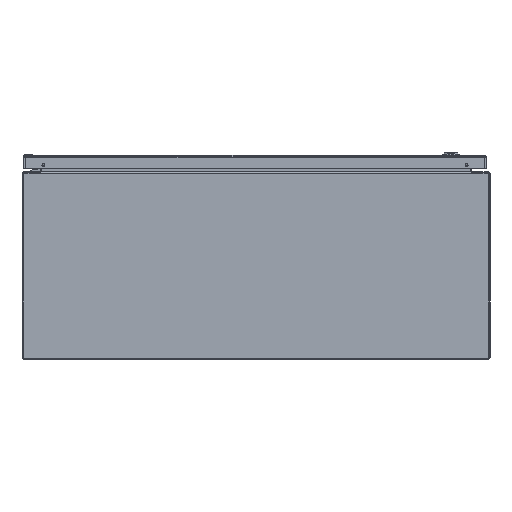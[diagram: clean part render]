
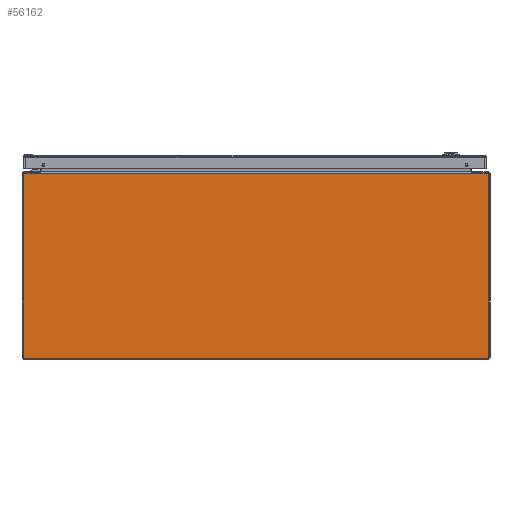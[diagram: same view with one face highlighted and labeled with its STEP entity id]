
A CAD part, front view. The second image highlights one B-rep face of the part: STEP entity #56162.
In plain terms, the highlighted planar face has unit normal (0, -1, 0).
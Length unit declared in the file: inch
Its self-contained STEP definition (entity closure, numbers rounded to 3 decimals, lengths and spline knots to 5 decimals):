
#885 = DIRECTION ( 'NONE',  ( 0., -1., 0. ) ) ;
#2149 = AXIS2_PLACEMENT_3D ( 'NONE', #90041, #28406, #76293 ) ;
#2970 = CIRCLE ( 'NONE', #140290, 0.08 ) ;
#3758 = CARTESIAN_POINT ( 'NONE',  ( -13.82312, -24., 5.937 ) ) ;
#4260 = DIRECTION ( 'NONE',  ( 0., 0., -1. ) ) ;
#4827 = CARTESIAN_POINT ( 'NONE',  ( 13.798, -24., 5.883 ) ) ;
#7016 = LINE ( 'NONE', #56510, #108183 ) ;
#8250 = CARTESIAN_POINT ( 'NONE',  ( 14.937, -24., 0. ) ) ;
#13108 = CARTESIAN_POINT ( 'NONE',  ( -13.8136, -24., 5.883 ) ) ;
#13709 = DIRECTION ( 'NONE',  ( -1., 0., 0. ) ) ;
#17633 = CARTESIAN_POINT ( 'NONE',  ( -13.80579, -24., 5.883 ) ) ;
#21221 = CIRCLE ( 'NONE', #70449, 0.08 ) ;
#28236 = CARTESIAN_POINT ( 'NONE',  ( -14.937, -24., 5.857 ) ) ;
#28406 = DIRECTION ( 'NONE',  ( 0., -1., 0. ) ) ;
#30601 = VERTEX_POINT ( 'NONE', #69816 ) ;
#30802 = VECTOR ( 'NONE', #41739, 39.37008 ) ;
#32634 = CARTESIAN_POINT ( 'NONE',  ( 14.937, -24., -5.857 ) ) ;
#33204 = VECTOR ( 'NONE', #37951, 39.37008 ) ;
#34176 = LINE ( 'NONE', #8250, #130657 ) ;
#35245 = VERTEX_POINT ( 'NONE', #81701 ) ;
#35795 = CIRCLE ( 'NONE', #43587, 0.08 ) ;
#37951 = DIRECTION ( 'NONE',  ( 0., 0., -1. ) ) ;
#39174 = VERTEX_POINT ( 'NONE', #13108 ) ;
#39494 = ORIENTED_EDGE ( 'NONE', *, *, #140565, .T. ) ;
#40161 = CARTESIAN_POINT ( 'NONE',  ( -14.857, -24., -5.857 ) ) ;
#41467 = EDGE_LOOP ( 'NONE', ( #155320, #63798, #42104, #49487, #131865, #54313, #60637, #53836, #111261, #153602, #39494, #120080, #129211, #86344 ) ) ;
#41739 = DIRECTION ( 'NONE',  ( -1., 0., 0. ) ) ;
#42104 = ORIENTED_EDGE ( 'NONE', *, *, #140287, .T. ) ;
#42484 = VERTEX_POINT ( 'NONE', #32634 ) ;
#43587 = AXIS2_PLACEMENT_3D ( 'NONE', #51971, #885, #64149 ) ;
#43794 = EDGE_CURVE ( 'NONE', #122222, #106497, #57397, .T. ) ;
#44636 = VERTEX_POINT ( 'NONE', #3758 ) ;
#48723 = EDGE_CURVE ( 'NONE', #127867, #42484, #35795, .T. ) ;
#49487 = ORIENTED_EDGE ( 'NONE', *, *, #90209, .T. ) ;
#50294 = CARTESIAN_POINT ( 'NONE',  ( -13.798, -24., 5.883 ) ) ;
#51360 = CIRCLE ( 'NONE', #2149, 0.08 ) ;
#51971 = CARTESIAN_POINT ( 'NONE',  ( 14.857, -24., -5.857 ) ) ;
#53108 = DIRECTION ( 'NONE',  ( 0., 0., -1. ) ) ;
#53734 = FACE_OUTER_BOUND ( 'NONE', #41467, .T. ) ;
#53836 = ORIENTED_EDGE ( 'NONE', *, *, #84606, .T. ) ;
#54313 = ORIENTED_EDGE ( 'NONE', *, *, #48723, .T. ) ;
#54701 = CARTESIAN_POINT ( 'NONE',  ( 0., -24., 5.937 ) ) ;
#56162 = ADVANCED_FACE ( 'NONE', ( #53734 ), #101612, .T. ) ;
#56510 = CARTESIAN_POINT ( 'NONE',  ( 13.80579, -24., 5.883 ) ) ;
#57397 = LINE ( 'NONE', #83316, #138780 ) ;
#59256 = CARTESIAN_POINT ( 'NONE',  ( 13.82312, -24., 5.937 ) ) ;
#59520 = EDGE_CURVE ( 'NONE', #39174, #134366, #89820, .T. ) ;
#60637 = ORIENTED_EDGE ( 'NONE', *, *, #66922, .T. ) ;
#62389 = EDGE_CURVE ( 'NONE', #92908, #134366, #152356, .T. ) ;
#62722 = CARTESIAN_POINT ( 'NONE',  ( 0., -24., 0. ) ) ;
#63798 = ORIENTED_EDGE ( 'NONE', *, *, #146276, .T. ) ;
#64149 = DIRECTION ( 'NONE',  ( 0., 0., -1. ) ) ;
#65290 = DIRECTION ( 'NONE',  ( 0., -1., 0. ) ) ;
#66103 = CARTESIAN_POINT ( 'NONE',  ( 14.937, -24., 5.857 ) ) ;
#66120 = CARTESIAN_POINT ( 'NONE',  ( -14.857, -24., 5.857 ) ) ;
#66922 = EDGE_CURVE ( 'NONE', #42484, #93246, #34176, .T. ) ;
#68513 = DIRECTION ( 'NONE',  ( 0., -1., 0. ) ) ;
#69816 = CARTESIAN_POINT ( 'NONE',  ( -14.937, -24., -5.857 ) ) ;
#70449 = AXIS2_PLACEMENT_3D ( 'NONE', #40161, #65290, #53108 ) ;
#70516 = CARTESIAN_POINT ( 'NONE',  ( 0., -24., 5.937 ) ) ;
#76293 = DIRECTION ( 'NONE',  ( 0., 0., -1. ) ) ;
#76704 = VERTEX_POINT ( 'NONE', #28236 ) ;
#77747 = VERTEX_POINT ( 'NONE', #87315 ) ;
#79879 = DIRECTION ( 'NONE',  ( 0., 0., -1. ) ) ;
#80762 = VECTOR ( 'NONE', #13709, 39.37008 ) ;
#81462 = LINE ( 'NONE', #131718, #138506 ) ;
#81701 = CARTESIAN_POINT ( 'NONE',  ( 14.857, -24., 5.937 ) ) ;
#83198 = VECTOR ( 'NONE', #158882, 39.37008 ) ;
#83316 = CARTESIAN_POINT ( 'NONE',  ( 13.81836, -24., 5.91 ) ) ;
#83431 = CARTESIAN_POINT ( 'NONE',  ( -14.857, -24., 5.937 ) ) ;
#84606 = EDGE_CURVE ( 'NONE', #93246, #35245, #51360, .T. ) ;
#84626 = DIRECTION ( 'NONE',  ( 0.174, 0., -0.985 ) ) ;
#85800 = CARTESIAN_POINT ( 'NONE',  ( 0., -24., -5.937 ) ) ;
#85850 = VECTOR ( 'NONE', #100379, 39.37008 ) ;
#86344 = ORIENTED_EDGE ( 'NONE', *, *, #97559, .F. ) ;
#87315 = CARTESIAN_POINT ( 'NONE',  ( -14.857, -24., -5.937 ) ) ;
#88810 = EDGE_CURVE ( 'NONE', #35245, #122222, #131362, .T. ) ;
#89820 = LINE ( 'NONE', #17633, #85850 ) ;
#90041 = CARTESIAN_POINT ( 'NONE',  ( 14.857, -24., 5.857 ) ) ;
#90209 = EDGE_CURVE ( 'NONE', #30601, #77747, #21221, .T. ) ;
#92908 = VERTEX_POINT ( 'NONE', #4827 ) ;
#93246 = VERTEX_POINT ( 'NONE', #66103 ) ;
#97559 = EDGE_CURVE ( 'NONE', #44636, #39174, #81462, .T. ) ;
#100379 = DIRECTION ( 'NONE',  ( 1., 0., 0. ) ) ;
#101154 = LINE ( 'NONE', #112508, #33204 ) ;
#101612 = PLANE ( 'NONE',  #104103 ) ;
#104103 = AXIS2_PLACEMENT_3D ( 'NONE', #62722, #125966, #4260 ) ;
#105963 = DIRECTION ( 'NONE',  ( -1., 0., 0. ) ) ;
#106497 = VERTEX_POINT ( 'NONE', #155487 ) ;
#108183 = VECTOR ( 'NONE', #105963, 39.37008 ) ;
#111261 = ORIENTED_EDGE ( 'NONE', *, *, #88810, .T. ) ;
#112508 = CARTESIAN_POINT ( 'NONE',  ( -14.937, -24., 0. ) ) ;
#113415 = VERTEX_POINT ( 'NONE', #83431 ) ;
#114724 = DIRECTION ( 'NONE',  ( 1., 0., 0. ) ) ;
#118061 = EDGE_CURVE ( 'NONE', #44636, #113415, #127731, .T. ) ;
#120080 = ORIENTED_EDGE ( 'NONE', *, *, #62389, .T. ) ;
#122222 = VERTEX_POINT ( 'NONE', #59256 ) ;
#124827 = CARTESIAN_POINT ( 'NONE',  ( 0., -24., 5.883 ) ) ;
#125966 = DIRECTION ( 'NONE',  ( 0., -1., 0. ) ) ;
#127731 = LINE ( 'NONE', #54701, #30802 ) ;
#127867 = VERTEX_POINT ( 'NONE', #128317 ) ;
#128317 = CARTESIAN_POINT ( 'NONE',  ( 14.857, -24., -5.937 ) ) ;
#129211 = ORIENTED_EDGE ( 'NONE', *, *, #59520, .F. ) ;
#129918 = EDGE_CURVE ( 'NONE', #77747, #127867, #158809, .T. ) ;
#130657 = VECTOR ( 'NONE', #133936, 39.37008 ) ;
#131362 = LINE ( 'NONE', #70516, #83198 ) ;
#131718 = CARTESIAN_POINT ( 'NONE',  ( -13.81836, -24., 5.91 ) ) ;
#131865 = ORIENTED_EDGE ( 'NONE', *, *, #129918, .T. ) ;
#131989 = DIRECTION ( 'NONE',  ( -0.174, 0., -0.985 ) ) ;
#133936 = DIRECTION ( 'NONE',  ( 0., 0., 1. ) ) ;
#134366 = VERTEX_POINT ( 'NONE', #50294 ) ;
#138506 = VECTOR ( 'NONE', #84626, 39.37008 ) ;
#138780 = VECTOR ( 'NONE', #131989, 39.37008 ) ;
#140287 = EDGE_CURVE ( 'NONE', #76704, #30601, #101154, .T. ) ;
#140290 = AXIS2_PLACEMENT_3D ( 'NONE', #66120, #68513, #79879 ) ;
#140565 = EDGE_CURVE ( 'NONE', #106497, #92908, #7016, .T. ) ;
#146276 = EDGE_CURVE ( 'NONE', #113415, #76704, #2970, .T. ) ;
#148716 = VECTOR ( 'NONE', #114724, 39.37008 ) ;
#152356 = LINE ( 'NONE', #124827, #80762 ) ;
#153602 = ORIENTED_EDGE ( 'NONE', *, *, #43794, .T. ) ;
#155320 = ORIENTED_EDGE ( 'NONE', *, *, #118061, .T. ) ;
#155487 = CARTESIAN_POINT ( 'NONE',  ( 13.8136, -24., 5.883 ) ) ;
#158809 = LINE ( 'NONE', #85800, #148716 ) ;
#158882 = DIRECTION ( 'NONE',  ( -1., 0., 0. ) ) ;
